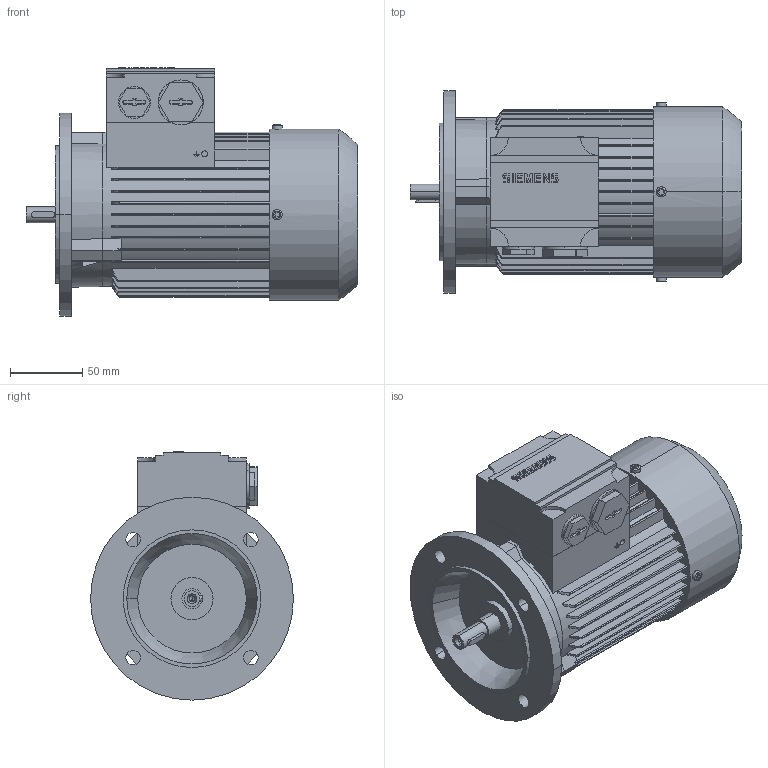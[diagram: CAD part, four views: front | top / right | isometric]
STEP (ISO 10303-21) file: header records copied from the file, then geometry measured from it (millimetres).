
FILE_DESCRIPTION(('STEP AP214'),'1');
FILE_NAME('cctmp_6395F9E8-D3DC-48E8-A055-50460883DDF0_2023_06_14_04_11_58_0761..stp','2023-06-14T02:11:59',('SIEMENS A&D'),('CADClick - www.CADClick.com'),'Spatial InterOp 3D',' ','unknown authorization');
FILE_SCHEMA(('AUTOMOTIVE_DESIGN'));
Length unit declared in the file: millimetre
Products named in the file (1): 1
Bounding box: 228.5 x 140 x 171.29 mm (x, y, z)
Volume: 2106288.5 mm3; surface area: 175552.2 mm2
Topology: 1 solids, 1 shells, 519 faces, 1421 edges, 924 vertices
Faces by surface type: plane 319, cylinder 148, torus 36, cone 16
Entity records: 22207 total; most frequent: CARTESIAN_POINT 4860, ORIENTED_EDGE 2814, DIRECTION 2657, EDGE_CURVE 1407, LINE 939, VECTOR 939, VERTEX_POINT 924, AXIS2_PLACEMENT_3D 859
